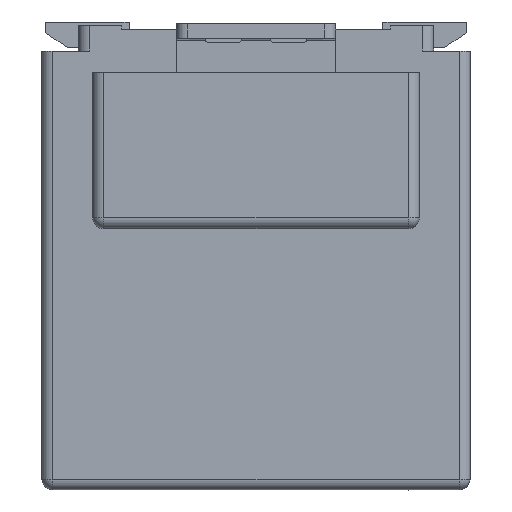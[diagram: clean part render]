
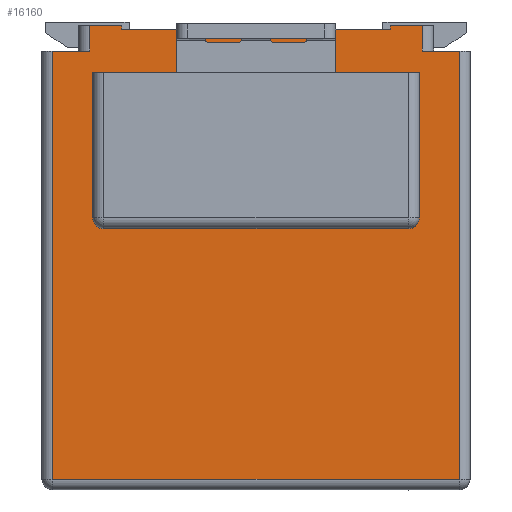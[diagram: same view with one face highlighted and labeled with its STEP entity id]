
A CAD part, left-side view. The second image highlights one B-rep face of the part: STEP entity #16160.
In plain terms, the highlighted planar face has unit normal (-1, 0, 0).
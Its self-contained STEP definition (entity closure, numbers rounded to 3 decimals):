
#3812=DIRECTION('',(0.,1.,0.));
#3813=VECTOR('',#3812,7.4);
#3814=CARTESIAN_POINT('',(-9.6,-3.7,2.7));
#3815=LINE('',#3814,#3813);
#3824=DIRECTION('',(0.,1.,0.));
#3825=VECTOR('',#3824,9.);
#3826=CARTESIAN_POINT('',(-9.6,-4.5,1.5));
#3827=LINE('',#3826,#3825);
#3828=CARTESIAN_POINT('',(-9.6,4.2,-2.5));
#3829=DIRECTION('',(-1.,0.,0.));
#3830=DIRECTION('',(0.,1.,0.));
#3831=AXIS2_PLACEMENT_3D('',#3828,#3829,#3830);
#3833=DIRECTION('',(0.,-1.,0.));
#3834=VECTOR('',#3833,8.4);
#3835=CARTESIAN_POINT('',(-9.6,4.2,-2.8));
#3836=LINE('',#3835,#3834);
#3837=CARTESIAN_POINT('',(-9.6,-4.2,-2.5));
#3838=DIRECTION('',(-1.,0.,0.));
#3839=DIRECTION('',(0.,0.,-1.));
#3840=AXIS2_PLACEMENT_3D('',#3837,#3838,#3839);
#3842=DIRECTION('',(0.,0.,1.));
#3843=VECTOR('',#3842,4.);
#3844=CARTESIAN_POINT('',(-9.6,-4.5,-2.5));
#3845=LINE('',#3844,#3843);
#3846=DIRECTION('',(0.,-1.,0.));
#3847=VECTOR('',#3846,1.02);
#3848=CARTESIAN_POINT('',(-9.6,5.6,2.1));
#3849=LINE('',#3848,#3847);
#3850=DIRECTION('',(0.,0.,1.));
#3851=VECTOR('',#3850,0.1);
#3852=CARTESIAN_POINT('',(-9.6,-3.7,2.7));
#3853=LINE('',#3852,#3851);
#3854=DIRECTION('',(0.,-1.,0.));
#3855=VECTOR('',#3854,1.02);
#3856=CARTESIAN_POINT('',(-9.6,-4.58,2.1));
#3857=LINE('',#3856,#3855);
#4360=DIRECTION('',(0.,0.,1.));
#4361=VECTOR('',#4360,4.);
#4362=CARTESIAN_POINT('',(-9.6,4.5,-2.5));
#4363=LINE('',#4362,#4361);
#4418=DIRECTION('',(0.,-1.,0.));
#4419=VECTOR('',#4418,11.2);
#4420=CARTESIAN_POINT('',(-9.6,5.6,-9.7));
#4421=LINE('',#4420,#4419);
#4441=DIRECTION('',(0.,0.,1.));
#4442=VECTOR('',#4441,11.8);
#4443=CARTESIAN_POINT('',(-9.6,-5.6,-9.7));
#4444=LINE('',#4443,#4442);
#5454=DIRECTION('',(0.,0.,-1.));
#5455=VECTOR('',#5454,11.8);
#5456=CARTESIAN_POINT('',(-9.6,5.6,2.1));
#5457=LINE('',#5456,#5455);
#5462=DIRECTION('',(0.,0.,-1.));
#5463=VECTOR('',#5462,0.7);
#5464=CARTESIAN_POINT('',(-9.6,4.58,2.8));
#5465=LINE('',#5464,#5463);
#5478=DIRECTION('',(0.,1.,0.));
#5479=VECTOR('',#5478,0.88);
#5480=CARTESIAN_POINT('',(-9.6,3.7,2.8));
#5481=LINE('',#5480,#5479);
#5495=DIRECTION('',(0.,0.,1.));
#5496=VECTOR('',#5495,0.1);
#5497=CARTESIAN_POINT('',(-9.6,3.7,2.7));
#5498=LINE('',#5497,#5496);
#5520=DIRECTION('',(0.,1.,0.));
#5521=VECTOR('',#5520,0.88);
#5522=CARTESIAN_POINT('',(-9.6,-4.58,2.8));
#5523=LINE('',#5522,#5521);
#5540=DIRECTION('',(0.,0.,1.));
#5541=VECTOR('',#5540,0.7);
#5542=CARTESIAN_POINT('',(-9.6,-4.58,2.1));
#5543=LINE('',#5542,#5541);
#9454=CARTESIAN_POINT('',(-9.6,4.58,2.1));
#9455=VERTEX_POINT('',#9454);
#9456=CARTESIAN_POINT('',(-9.6,5.6,2.1));
#9457=VERTEX_POINT('',#9456);
#9482=CARTESIAN_POINT('',(-9.6,-5.6,2.1));
#9483=VERTEX_POINT('',#9482);
#9484=CARTESIAN_POINT('',(-9.6,-4.58,2.1));
#9485=VERTEX_POINT('',#9484);
#9662=CARTESIAN_POINT('',(-9.6,-3.7,2.8));
#9664=VERTEX_POINT('',#9662);
#9666=CARTESIAN_POINT('',(-9.6,-4.58,2.8));
#9667=VERTEX_POINT('',#9666);
#9669=CARTESIAN_POINT('',(-9.6,3.7,2.8));
#9671=VERTEX_POINT('',#9669);
#9672=CARTESIAN_POINT('',(-9.6,4.58,2.8));
#9673=VERTEX_POINT('',#9672);
#9678=CARTESIAN_POINT('',(-9.6,-3.7,2.7));
#9680=VERTEX_POINT('',#9678);
#9683=CARTESIAN_POINT('',(-9.6,3.7,2.7));
#9685=VERTEX_POINT('',#9683);
#9686=CARTESIAN_POINT('',(-9.6,-5.6,-9.7));
#9687=VERTEX_POINT('',#9686);
#9688=CARTESIAN_POINT('',(-9.6,-4.2,-2.8));
#9689=CARTESIAN_POINT('',(-9.6,-4.5,-2.5));
#9690=VERTEX_POINT('',#9688);
#9691=VERTEX_POINT('',#9689);
#9692=CARTESIAN_POINT('',(-9.6,-4.5,1.5));
#9693=VERTEX_POINT('',#9692);
#9697=CARTESIAN_POINT('',(-9.6,4.2,-2.8));
#9699=VERTEX_POINT('',#9697);
#9716=CARTESIAN_POINT('',(-9.6,4.5,-2.5));
#9717=VERTEX_POINT('',#9716);
#9718=CARTESIAN_POINT('',(-9.6,4.5,1.5));
#9719=VERTEX_POINT('',#9718);
#9720=CARTESIAN_POINT('',(-9.6,5.6,-9.7));
#9721=VERTEX_POINT('',#9720);
#16118=CARTESIAN_POINT('',(-9.6,-5.9,-10.));
#16119=DIRECTION('',(-1.,0.,0.));
#16120=DIRECTION('',(0.,1.,0.));
#16121=AXIS2_PLACEMENT_3D('',#16118,#16119,#16120);
#16122=PLANE('',#16121);
#16124=ORIENTED_EDGE('',*,*,#16123,.F.);
#16126=ORIENTED_EDGE('',*,*,#16125,.F.);
#16127=ORIENTED_EDGE('',*,*,#11877,.T.);
#16129=ORIENTED_EDGE('',*,*,#16128,.F.);
#16131=ORIENTED_EDGE('',*,*,#16130,.F.);
#16133=ORIENTED_EDGE('',*,*,#16132,.F.);
#16134=ORIENTED_EDGE('',*,*,#16101,.F.);
#16136=ORIENTED_EDGE('',*,*,#16135,.T.);
#16138=ORIENTED_EDGE('',*,*,#16137,.F.);
#16140=ORIENTED_EDGE('',*,*,#16139,.F.);
#16141=ORIENTED_EDGE('',*,*,#11857,.T.);
#16143=ORIENTED_EDGE('',*,*,#16142,.F.);
#16144=EDGE_LOOP('',(#16124,#16126,#16127,#16129,#16131,#16133,#16134,#16136,
#16138,#16140,#16141,#16143));
#16145=FACE_OUTER_BOUND('',#16144,.F.);
#16147=ORIENTED_EDGE('',*,*,#16146,.T.);
#16149=ORIENTED_EDGE('',*,*,#16148,.F.);
#16151=ORIENTED_EDGE('',*,*,#16150,.T.);
#16153=ORIENTED_EDGE('',*,*,#16152,.T.);
#16155=ORIENTED_EDGE('',*,*,#16154,.T.);
#16157=ORIENTED_EDGE('',*,*,#16156,.T.);
#16158=EDGE_LOOP('',(#16147,#16149,#16151,#16153,#16155,#16157));
#16159=FACE_BOUND('',#16158,.F.);
#16160=ADVANCED_FACE('',(#16145,#16159),#16122,.T.);
#3832=CIRCLE('',#3831,0.3);
#3841=CIRCLE('',#3840,0.3);
#11857=EDGE_CURVE('',#9485,#9483,#3857,.T.);
#11877=EDGE_CURVE('',#9457,#9455,#3849,.T.);
#16101=EDGE_CURVE('',#9680,#9685,#3815,.T.);
#16123=EDGE_CURVE('',#9721,#9687,#4421,.T.);
#16125=EDGE_CURVE('',#9457,#9721,#5457,.T.);
#16128=EDGE_CURVE('',#9673,#9455,#5465,.T.);
#16130=EDGE_CURVE('',#9671,#9673,#5481,.T.);
#16132=EDGE_CURVE('',#9685,#9671,#5498,.T.);
#16135=EDGE_CURVE('',#9680,#9664,#3853,.T.);
#16137=EDGE_CURVE('',#9667,#9664,#5523,.T.);
#16139=EDGE_CURVE('',#9485,#9667,#5543,.T.);
#16142=EDGE_CURVE('',#9687,#9483,#4444,.T.);
#16146=EDGE_CURVE('',#9693,#9719,#3827,.T.);
#16148=EDGE_CURVE('',#9717,#9719,#4363,.T.);
#16150=EDGE_CURVE('',#9717,#9699,#3832,.T.);
#16152=EDGE_CURVE('',#9699,#9690,#3836,.T.);
#16154=EDGE_CURVE('',#9690,#9691,#3841,.T.);
#16156=EDGE_CURVE('',#9691,#9693,#3845,.T.);
